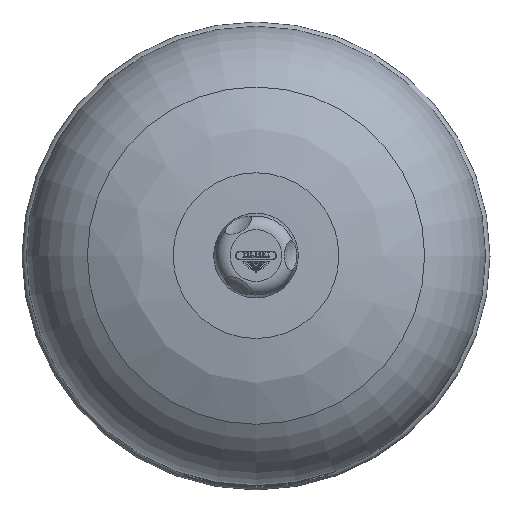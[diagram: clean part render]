
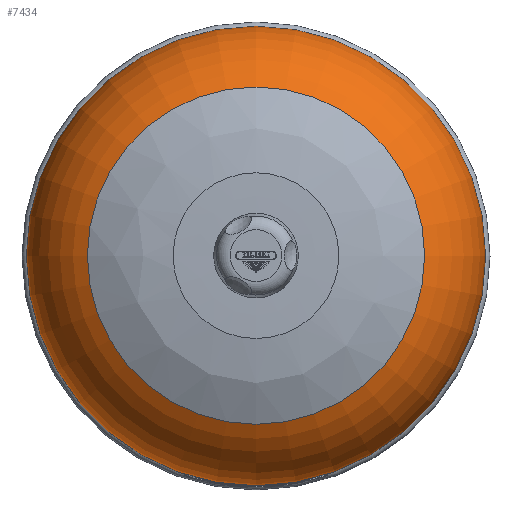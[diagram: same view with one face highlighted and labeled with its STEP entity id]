
A CAD part, top view. The second image highlights one B-rep face of the part: STEP entity #7434.
In plain terms, the highlighted toroidal (fillet/blend) face has major radius 95.627 mm and minor radius 94.373 mm.
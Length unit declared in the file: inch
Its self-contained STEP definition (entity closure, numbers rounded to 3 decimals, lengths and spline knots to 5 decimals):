
#1352=TOROIDAL_SURFACE('',#8048,3.76485,3.71547);
#1695=FACE_BOUND('',#2509,.T.);
#1982=FACE_OUTER_BOUND('',#2508,.T.);
#2508=EDGE_LOOP('',(#5806));
#2509=EDGE_LOOP('',(#5807));
#2678=CIRCLE('',#7612,7.48031);
#2840=CIRCLE('',#8049,5.49378);
#2971=VERTEX_POINT('',#10476);
#3368=VERTEX_POINT('',#13210);
#3660=EDGE_CURVE('',#2971,#2971,#2678,.T.);
#4225=EDGE_CURVE('',#3368,#3368,#2840,.T.);
#5806=ORIENTED_EDGE('',*,*,#4225,.F.);
#5807=ORIENTED_EDGE('',*,*,#3660,.T.);
#7434=ADVANCED_FACE('',(#1982,#1695),#1352,.T.);
#7612=AXIS2_PLACEMENT_3D('',#10477,#8344,#8345);
#8048=AXIS2_PLACEMENT_3D('',#13209,#9485,#9486);
#8049=AXIS2_PLACEMENT_3D('',#13211,#9487,#9488);
#8344=DIRECTION('center_axis',(0.,0.,
1.));
#8345=DIRECTION('ref_axis',(-1.,0.,0.));
#9485=DIRECTION('center_axis',(0.,0.,
1.));
#9486=DIRECTION('ref_axis',(1.,0.,0.));
#9487=DIRECTION('center_axis',(0.,0.,
1.));
#9488=DIRECTION('ref_axis',(-1.,0.,0.));
#10476=CARTESIAN_POINT('',(1337.22529,-7.48031,-0.84449));
#10477=CARTESIAN_POINT('Origin',(1344.7056,-7.48031,-0.84449));
#13209=CARTESIAN_POINT('Origin',(1344.7056,-7.48031,-0.83661));
#13210=CARTESIAN_POINT('',(1339.21182,-7.48031,2.45209));
#13211=CARTESIAN_POINT('Origin',(1344.7056,-7.48031,2.45209));
